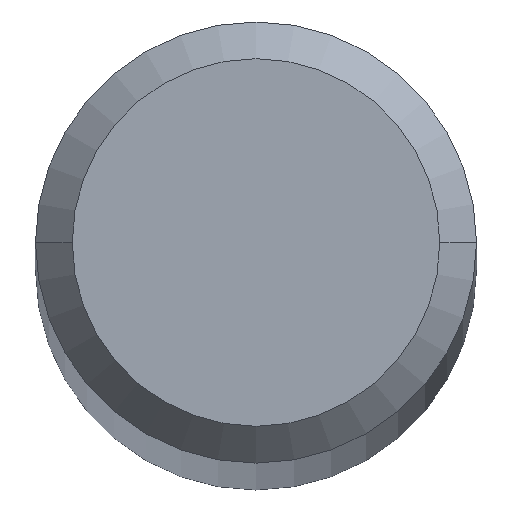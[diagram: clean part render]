
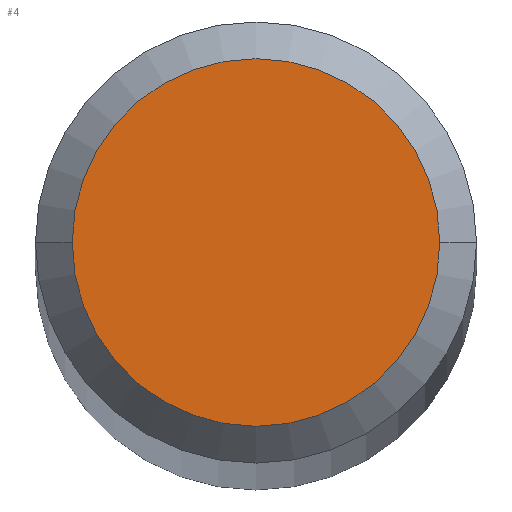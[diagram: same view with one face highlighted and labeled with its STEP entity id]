
A CAD part, top view. The second image highlights one B-rep face of the part: STEP entity #4.
In plain terms, the highlighted planar face has unit normal (0, 0, 1).
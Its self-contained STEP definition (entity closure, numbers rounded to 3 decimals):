
#4 = ADVANCED_FACE ( 'NONE', ( #162 ), #227, .T. ) ;
#19 = DIRECTION ( 'NONE',  ( 0., 0., 1. ) ) ;
#42 = DIRECTION ( 'NONE',  ( 1., 0., 0. ) ) ;
#48 = DIRECTION ( 'NONE',  ( 1., 0., 0. ) ) ;
#104 = CIRCLE ( 'NONE', #200, 2.5 ) ;
#108 = EDGE_CURVE ( 'NONE', #203, #241, #249, .T. ) ;
#128 = AXIS2_PLACEMENT_3D ( 'NONE', #143, #269, #268 ) ;
#143 = CARTESIAN_POINT ( 'NONE',  ( 0., 0., 105.25 ) ) ;
#148 = EDGE_CURVE ( 'NONE', #241, #203, #104, .T. ) ;
#162 = FACE_OUTER_BOUND ( 'NONE', #256, .T. ) ;
#169 = DIRECTION ( 'NONE',  ( 0., 0., 1. ) ) ;
#187 = ORIENTED_EDGE ( 'NONE', *, *, #148, .T. ) ;
#193 = ORIENTED_EDGE ( 'NONE', *, *, #108, .T. ) ;
#197 = AXIS2_PLACEMENT_3D ( 'NONE', #230, #19, #42 ) ;
#200 = AXIS2_PLACEMENT_3D ( 'NONE', #272, #169, #48 ) ;
#203 = VERTEX_POINT ( 'NONE', #236 ) ;
#227 = PLANE ( 'NONE',  #197 ) ;
#230 = CARTESIAN_POINT ( 'NONE',  ( 0., 0., 105.25 ) ) ;
#236 = CARTESIAN_POINT ( 'NONE',  ( -2.5, 0., 105.25 ) ) ;
#241 = VERTEX_POINT ( 'NONE', #254 ) ;
#249 = CIRCLE ( 'NONE', #128, 2.5 ) ;
#254 = CARTESIAN_POINT ( 'NONE',  ( 2.5, 0., 105.25 ) ) ;
#256 = EDGE_LOOP ( 'NONE', ( #193, #187 ) ) ;
#268 = DIRECTION ( 'NONE',  ( 1., 0., 0. ) ) ;
#269 = DIRECTION ( 'NONE',  ( 0., 0., 1. ) ) ;
#272 = CARTESIAN_POINT ( 'NONE',  ( 0., 0., 105.25 ) ) ;
